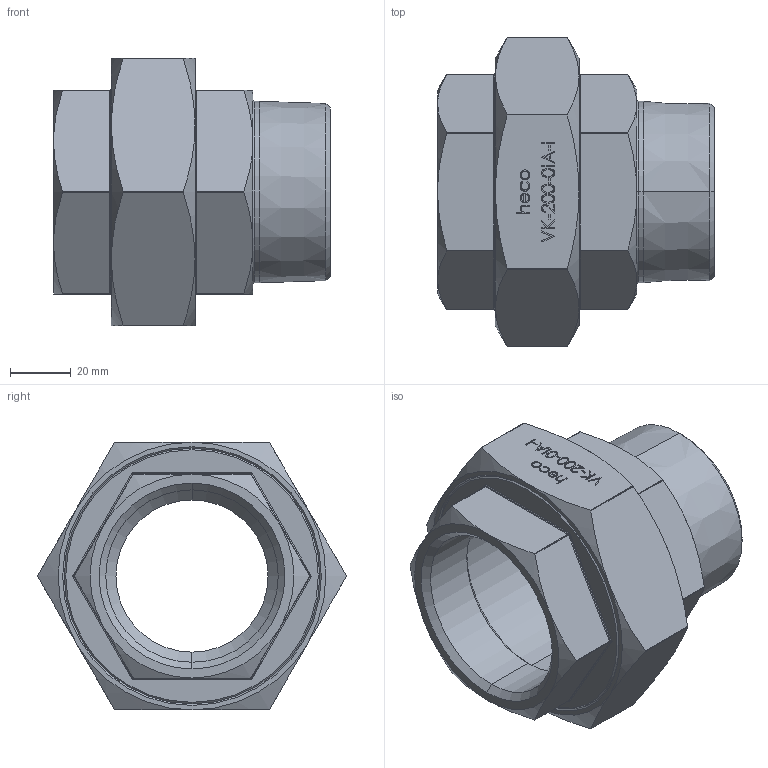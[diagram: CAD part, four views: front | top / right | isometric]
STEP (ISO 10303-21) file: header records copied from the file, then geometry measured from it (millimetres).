
FILE_DESCRIPTION (( 'STEP AP214' ), '1' );
FILE_NAME ('heco_VK-200-0IA-I.STEP', '2016-09-22T06:41:22', ( '' ), ( '' ), 'SwSTEP 2.0', 'SolidWorks 2016', '' );
FILE_SCHEMA (( 'AUTOMOTIVE_DESIGN' ));
Length unit declared in the file: millimetre
Products named in the file (1): heco_VK-200-0IA-I
Bounding box: 91 x 101.52 x 88.05 mm (x, y, z)
Volume: 171850.1 mm3; surface area: 46111.2 mm2
Topology: 1 solids, 1 shells, 315 faces, 784 edges, 488 vertices
Faces by surface type: plane 117, bspline 80, cylinder 74, cone 40, torus 4
Entity records: 15367 total; most frequent: CARTESIAN_POINT 7076, ORIENTED_EDGE 1544, DIRECTION 1016, EDGE_CURVE 772, VERTEX_POINT 488, LINE 392, VECTOR 392, EDGE_LOOP 346
